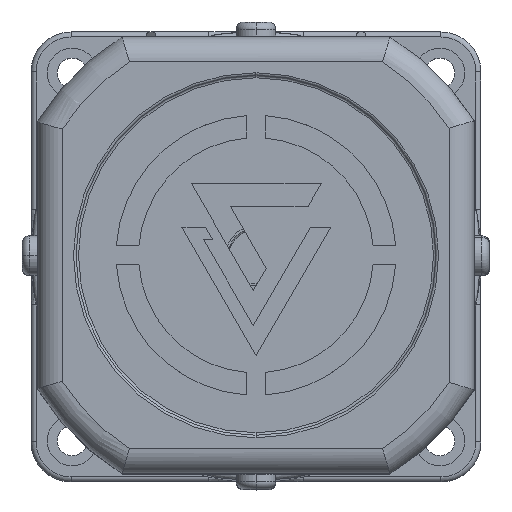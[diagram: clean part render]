
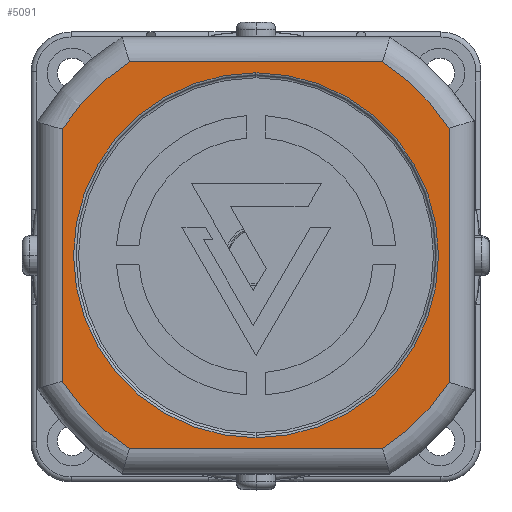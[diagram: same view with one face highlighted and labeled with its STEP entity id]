
A CAD part, top view. The second image highlights one B-rep face of the part: STEP entity #5091.
In plain terms, the highlighted planar face has unit normal (0, 0, 1).
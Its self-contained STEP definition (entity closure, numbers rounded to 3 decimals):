
#68 = CIRCLE ( 'NONE', #7233, 46.25 ) ;
#325 = AXIS2_PLACEMENT_3D ( 'NONE', #5596, #9440, #697 ) ;
#394 = CARTESIAN_POINT ( 'NONE',  ( -73.438, -11., 145. ) ) ;
#483 = DIRECTION ( 'NONE',  ( 0., 0., -1. ) ) ;
#491 = DIRECTION ( 'NONE',  ( 0., -1., 0. ) ) ;
#697 = DIRECTION ( 'NONE',  ( 0., -1., 0. ) ) ;
#734 = ORIENTED_EDGE ( 'NONE', *, *, #2261, .T. ) ;
#791 = CARTESIAN_POINT ( 'NONE',  ( 3.962, 41.092, 145. ) ) ;
#1096 = CARTESIAN_POINT ( 'NONE',  ( -34.668, -23.039, 145. ) ) ;
#1338 = AXIS2_PLACEMENT_3D ( 'NONE', #5394, #9236, #491 ) ;
#1455 = FACE_OUTER_BOUND ( 'NONE', #2946, .T. ) ;
#1771 = VERTEX_POINT ( 'NONE', #1948 ) ;
#1788 = DIRECTION ( 'NONE',  ( 0., 0., 1. ) ) ;
#1934 = EDGE_CURVE ( 'NONE', #11449, #7581, #9137, .T. ) ;
#1948 = CARTESIAN_POINT ( 'NONE',  ( -34.668, 52.161, 145. ) ) ;
#2261 = EDGE_CURVE ( 'NONE', #3836, #9828, #9829, .T. ) ;
#2367 = AXIS2_PLACEMENT_3D ( 'NONE', #9586, #12424, #3828 ) ;
#2399 = CARTESIAN_POINT ( 'NONE',  ( -34.668, 15.661, 145. ) ) ;
#2462 = CARTESIAN_POINT ( 'NONE',  ( -61.443, 54.361, 145. ) ) ;
#2465 = AXIS2_PLACEMENT_3D ( 'NONE', #2399, #6321, #10158 ) ;
#2519 = CARTESIAN_POINT ( 'NONE',  ( -34.668, 15.661, 145. ) ) ;
#2592 = CARTESIAN_POINT ( 'NONE',  ( -34.668, -20.839, 145. ) ) ;
#2607 = ORIENTED_EDGE ( 'NONE', *, *, #12394, .T. ) ;
#2685 = EDGE_LOOP ( 'NONE', ( #12385, #9537 ) ) ;
#2752 = CARTESIAN_POINT ( 'NONE',  ( 3.962, -9.771, 145. ) ) ;
#2790 = VERTEX_POINT ( 'NONE', #791 ) ;
#2946 = EDGE_LOOP ( 'NONE', ( #12327, #734, #2607, #7394, #12078, #5324, #5262, #7031 ) ) ;
#3082 = DIRECTION ( 'NONE',  ( 0., 1., 0. ) ) ;
#3198 = VECTOR ( 'NONE', #4328, 1000. ) ;
#3406 = CIRCLE ( 'NONE', #10485, 46.25 ) ;
#3552 = VECTOR ( 'NONE', #5035, 1000. ) ;
#3828 = DIRECTION ( 'NONE',  ( 0., -1., 0. ) ) ;
#3836 = VERTEX_POINT ( 'NONE', #7848 ) ;
#4075 = VECTOR ( 'NONE', #3082, 1000. ) ;
#4328 = DIRECTION ( 'NONE',  ( 0., -1., 0. ) ) ;
#4415 = DIRECTION ( 'NONE',  ( 0., -1., 0. ) ) ;
#4683 = EDGE_CURVE ( 'NONE', #1771, #8593, #12244, .T. ) ;
#4793 = VERTEX_POINT ( 'NONE', #2752 ) ;
#4809 = EDGE_CURVE ( 'NONE', #2790, #12378, #3406, .T. ) ;
#5035 = DIRECTION ( 'NONE',  ( 1., 0., 0. ) ) ;
#5091 = ADVANCED_FACE ( 'NONE', ( #10173, #1455 ), #5386, .F. ) ;
#5157 = CARTESIAN_POINT ( 'NONE',  ( -59.994, 54.361, 145. ) ) ;
#5262 = ORIENTED_EDGE ( 'NONE', *, *, #5466, .T. ) ;
#5302 = CARTESIAN_POINT ( 'NONE',  ( -73.438, 40.879, 145. ) ) ;
#5324 = ORIENTED_EDGE ( 'NONE', *, *, #11167, .T. ) ;
#5386 = PLANE ( 'NONE',  #12256 ) ;
#5394 = CARTESIAN_POINT ( 'NONE',  ( -34.668, 15.661, 145. ) ) ;
#5466 = EDGE_CURVE ( 'NONE', #6767, #11449, #5885, .T. ) ;
#5596 = CARTESIAN_POINT ( 'NONE',  ( -34.668, 15.661, 145. ) ) ;
#5712 = DIRECTION ( 'NONE',  ( 0., -1., 0. ) ) ;
#5885 = CIRCLE ( 'NONE', #325, 46.25 ) ;
#6203 = EDGE_CURVE ( 'NONE', #7581, #3836, #7875, .T. ) ;
#6321 = DIRECTION ( 'NONE',  ( 0., 0., -1. ) ) ;
#6379 = DIRECTION ( 'NONE',  ( -1., 0., 0. ) ) ;
#6436 = DIRECTION ( 'NONE',  ( 0., 0., 1. ) ) ;
#6767 = VERTEX_POINT ( 'NONE', #5157 ) ;
#7031 = ORIENTED_EDGE ( 'NONE', *, *, #1934, .T. ) ;
#7233 = AXIS2_PLACEMENT_3D ( 'NONE', #2519, #6436, #10276 ) ;
#7383 = CARTESIAN_POINT ( 'NONE',  ( -9.343, 54.361, 145. ) ) ;
#7394 = ORIENTED_EDGE ( 'NONE', *, *, #7910, .T. ) ;
#7581 = VERTEX_POINT ( 'NONE', #7886 ) ;
#7848 = CARTESIAN_POINT ( 'NONE',  ( -59.994, -23.039, 145. ) ) ;
#7875 = CIRCLE ( 'NONE', #2367, 46.25 ) ;
#7886 = CARTESIAN_POINT ( 'NONE',  ( -73.438, -9.558, 145. ) ) ;
#7910 = EDGE_CURVE ( 'NONE', #4793, #2790, #7925, .T. ) ;
#7925 = LINE ( 'NONE', #11737, #4075 ) ;
#7968 = CIRCLE ( 'NONE', #2465, 36.5 ) ;
#8593 = VERTEX_POINT ( 'NONE', #2592 ) ;
#9137 = LINE ( 'NONE', #394, #3198 ) ;
#9228 = CARTESIAN_POINT ( 'NONE',  ( -34.668, 15.661, 145. ) ) ;
#9236 = DIRECTION ( 'NONE',  ( 0., 0., -1. ) ) ;
#9440 = DIRECTION ( 'NONE',  ( 0., 0., 1. ) ) ;
#9537 = ORIENTED_EDGE ( 'NONE', *, *, #4683, .T. ) ;
#9586 = CARTESIAN_POINT ( 'NONE',  ( -34.668, 15.661, 145. ) ) ;
#9614 = VECTOR ( 'NONE', #6379, 1000. ) ;
#9649 = EDGE_CURVE ( 'NONE', #8593, #1771, #7968, .T. ) ;
#9828 = VERTEX_POINT ( 'NONE', #11446 ) ;
#9829 = LINE ( 'NONE', #1096, #3552 ) ;
#10158 = DIRECTION ( 'NONE',  ( 0., -1., 0. ) ) ;
#10173 = FACE_BOUND ( 'NONE', #2685, .T. ) ;
#10276 = DIRECTION ( 'NONE',  ( 0., -1., 0. ) ) ;
#10485 = AXIS2_PLACEMENT_3D ( 'NONE', #10493, #1788, #5712 ) ;
#10493 = CARTESIAN_POINT ( 'NONE',  ( -34.668, 15.661, 145. ) ) ;
#11135 = LINE ( 'NONE', #2462, #9614 ) ;
#11167 = EDGE_CURVE ( 'NONE', #12378, #6767, #11135, .T. ) ;
#11446 = CARTESIAN_POINT ( 'NONE',  ( -9.343, -23.039, 145. ) ) ;
#11449 = VERTEX_POINT ( 'NONE', #5302 ) ;
#11737 = CARTESIAN_POINT ( 'NONE',  ( 3.962, 15.661, 145. ) ) ;
#12078 = ORIENTED_EDGE ( 'NONE', *, *, #4809, .T. ) ;
#12244 = CIRCLE ( 'NONE', #1338, 36.5 ) ;
#12256 = AXIS2_PLACEMENT_3D ( 'NONE', #9228, #483, #4415 ) ;
#12327 = ORIENTED_EDGE ( 'NONE', *, *, #6203, .T. ) ;
#12378 = VERTEX_POINT ( 'NONE', #7383 ) ;
#12385 = ORIENTED_EDGE ( 'NONE', *, *, #9649, .T. ) ;
#12394 = EDGE_CURVE ( 'NONE', #9828, #4793, #68, .T. ) ;
#12424 = DIRECTION ( 'NONE',  ( 0., 0., 1. ) ) ;
